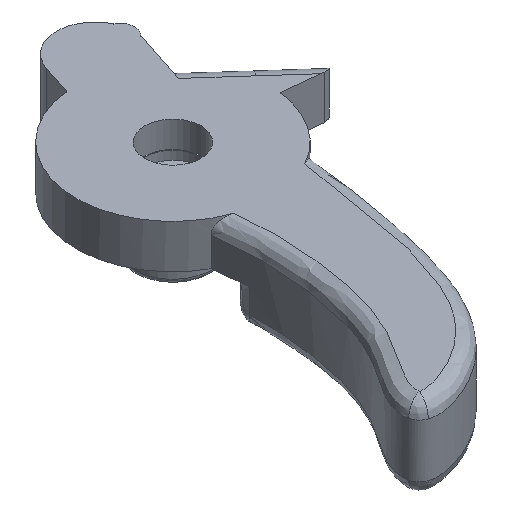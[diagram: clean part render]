
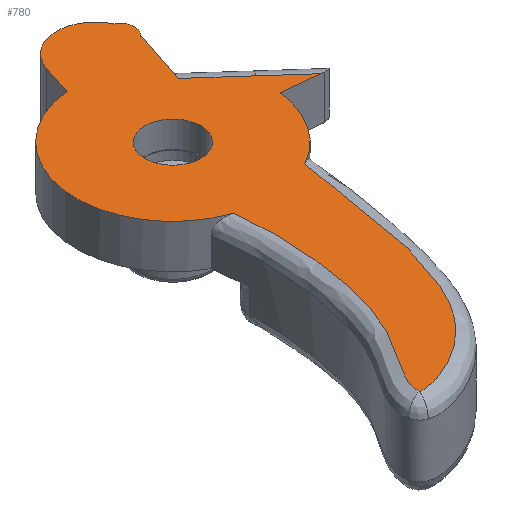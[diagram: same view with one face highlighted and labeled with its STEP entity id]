
A CAD part, isometric view. The second image highlights one B-rep face of the part: STEP entity #780.
In plain terms, the highlighted planar face has unit normal (0, 0, 1).
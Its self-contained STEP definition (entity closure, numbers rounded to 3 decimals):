
#48=B_SPLINE_CURVE_WITH_KNOTS('',3,(#1871,#1872,#1873,#1874,#1875,#1876,
#1877,#1878,#1879,#1880,#1881,#1882,#1883,#1884,#1885,#1886),
 .UNSPECIFIED.,.F.,.F.,(4,1,1,1,1,1,1,1,1,1,1,1,1,4),(0.004,
0.01,0.016,0.028,0.053,
0.103,0.201,0.399,0.597,
0.795,1.587,1.784,2.378,2.678),
 .UNSPECIFIED.);
#51=B_SPLINE_CURVE_WITH_KNOTS('',3,(#1993,#1994,#1995,#1996,#1997,#1998,
#1999,#2000,#2001,#2002,#2003,#2004,#2005,#2006,#2007,#2008),
 .UNSPECIFIED.,.F.,.F.,(4,1,1,1,1,1,1,1,1,1,1,1,1,4),(-3.249,
-2.417,-1.934,-1.451,-0.969,
-0.727,-0.486,-0.245,-0.124,
-0.064,-0.034,-0.019,-0.011,
-0.004),.UNSPECIFIED.);
#65=FACE_BOUND('',#249,.T.);
#72=PLANE('',#841);
#88=LINE('',#2035,#130);
#89=LINE('',#2037,#131);
#90=LINE('',#2039,#132);
#91=LINE('',#2041,#133);
#92=LINE('',#2048,#134);
#130=VECTOR('',#946,10.);
#131=VECTOR('',#947,10.);
#132=VECTOR('',#948,10.);
#133=VECTOR('',#949,10.);
#134=VECTOR('',#956,10.);
#202=FACE_OUTER_BOUND('',#248,.T.);
#248=EDGE_LOOP('',(#599,#600,#601,#602,#603,#604,#605,#606,#607,#608,#609,
#610));
#249=EDGE_LOOP('',(#611));
#294=CIRCLE('',#842,10.);
#295=CIRCLE('',#843,10.);
#296=CIRCLE('',#844,1.5);
#297=CIRCLE('',#845,1.5);
#298=CIRCLE('',#846,4.);
#299=CIRCLE('',#847,2.9);
#350=VERTEX_POINT('',#1864);
#351=VERTEX_POINT('',#1870);
#352=VERTEX_POINT('',#1980);
#353=VERTEX_POINT('',#2030);
#354=VERTEX_POINT('',#2032);
#355=VERTEX_POINT('',#2034);
#356=VERTEX_POINT('',#2036);
#357=VERTEX_POINT('',#2038);
#358=VERTEX_POINT('',#2040);
#359=VERTEX_POINT('',#2042);
#360=VERTEX_POINT('',#2044);
#361=VERTEX_POINT('',#2046);
#362=VERTEX_POINT('',#2049);
#442=EDGE_CURVE('',#350,#351,#48,.T.);
#446=EDGE_CURVE('',#352,#350,#51,.T.);
#447=EDGE_CURVE('',#351,#353,#294,.T.);
#448=EDGE_CURVE('',#352,#354,#295,.T.);
#449=EDGE_CURVE('',#354,#355,#88,.F.);
#450=EDGE_CURVE('',#356,#355,#89,.T.);
#451=EDGE_CURVE('',#357,#356,#90,.T.);
#452=EDGE_CURVE('',#357,#358,#91,.F.);
#453=EDGE_CURVE('',#358,#359,#296,.F.);
#454=EDGE_CURVE('',#359,#360,#297,.F.);
#455=EDGE_CURVE('',#361,#360,#298,.T.);
#456=EDGE_CURVE('',#353,#361,#92,.F.);
#457=EDGE_CURVE('',#362,#362,#299,.T.);
#599=ORIENTED_EDGE('',*,*,#447,.F.);
#600=ORIENTED_EDGE('',*,*,#442,.F.);
#601=ORIENTED_EDGE('',*,*,#446,.F.);
#602=ORIENTED_EDGE('',*,*,#448,.T.);
#603=ORIENTED_EDGE('',*,*,#449,.T.);
#604=ORIENTED_EDGE('',*,*,#450,.F.);
#605=ORIENTED_EDGE('',*,*,#451,.F.);
#606=ORIENTED_EDGE('',*,*,#452,.T.);
#607=ORIENTED_EDGE('',*,*,#453,.T.);
#608=ORIENTED_EDGE('',*,*,#454,.T.);
#609=ORIENTED_EDGE('',*,*,#455,.F.);
#610=ORIENTED_EDGE('',*,*,#456,.F.);
#611=ORIENTED_EDGE('',*,*,#457,.F.);
#780=ADVANCED_FACE('',(#202,#65),#72,.T.);
#841=AXIS2_PLACEMENT_3D('',#2029,#940,#941);
#842=AXIS2_PLACEMENT_3D('',#2031,#942,#943);
#843=AXIS2_PLACEMENT_3D('',#2033,#944,#945);
#844=AXIS2_PLACEMENT_3D('',#2043,#950,#951);
#845=AXIS2_PLACEMENT_3D('',#2045,#952,#953);
#846=AXIS2_PLACEMENT_3D('',#2047,#954,#955);
#847=AXIS2_PLACEMENT_3D('',#2050,#957,#958);
#940=DIRECTION('center_axis',(0.,0.,
1.));
#941=DIRECTION('ref_axis',(0.994,0.105,0.));
#942=DIRECTION('center_axis',(0.,0.,
-1.));
#943=DIRECTION('ref_axis',(1.,-0.006,0.));
#944=DIRECTION('center_axis',(0.,0.,
1.));
#945=DIRECTION('ref_axis',(-1.,0.,0.));
#946=DIRECTION('',(-0.994,0.109,0.));
#947=DIRECTION('',(0.746,-0.665,0.));
#948=DIRECTION('',(0.746,-0.665,0.));
#949=DIRECTION('',(-0.312,-0.95,0.));
#950=DIRECTION('center_axis',(0.,0.,
-1.));
#951=DIRECTION('ref_axis',(-1.,0.,0.));
#952=DIRECTION('center_axis',(0.,0.,
-1.));
#953=DIRECTION('ref_axis',(-1.,0.,0.));
#954=DIRECTION('center_axis',(0.,0.,
-1.));
#955=DIRECTION('ref_axis',(-0.452,0.892,0.));
#956=DIRECTION('',(-0.312,-0.95,0.));
#957=DIRECTION('center_axis',(0.,0.,
1.));
#958=DIRECTION('ref_axis',(1.,-0.006,0.));
#1864=CARTESIAN_POINT('',(-22.1,-10.922,-2.106));
#1870=CARTESIAN_POINT('',(-15.768,14.527,-2.106));
#1871=CARTESIAN_POINT('Ctrl Pts',(-22.1,-10.922,-2.106));
#1872=CARTESIAN_POINT('Ctrl Pts',(-22.105,-10.902,-2.106));
#1873=CARTESIAN_POINT('Ctrl Pts',(-22.112,-10.861,-2.106));
#1874=CARTESIAN_POINT('Ctrl Pts',(-22.119,-10.779,-2.106));
#1875=CARTESIAN_POINT('Ctrl Pts',(-22.119,-10.634,-2.106));
#1876=CARTESIAN_POINT('Ctrl Pts',(-22.087,-10.344,-2.106));
#1877=CARTESIAN_POINT('Ctrl Pts',(-21.945,-9.784,-2.106));
#1878=CARTESIAN_POINT('Ctrl Pts',(-21.479,-8.715,-2.106));
#1879=CARTESIAN_POINT('Ctrl Pts',(-20.572,-7.34,-2.106));
#1880=CARTESIAN_POINT('Ctrl Pts',(-19.445,-5.709,-2.106));
#1881=CARTESIAN_POINT('Ctrl Pts',(-17.456,-2.273,-2.106));
#1882=CARTESIAN_POINT('Ctrl Pts',(-16.366,1.657,-2.106));
#1883=CARTESIAN_POINT('Ctrl Pts',(-15.615,6.875,-2.106));
#1884=CARTESIAN_POINT('Ctrl Pts',(-15.426,10.556,-2.106));
#1885=CARTESIAN_POINT('Ctrl Pts',(-15.643,13.536,-2.106));
#1886=CARTESIAN_POINT('Ctrl Pts',(-15.768,14.527,-2.106));
#1980=CARTESIAN_POINT('',(-7.708,15.258,-2.106));
#1993=CARTESIAN_POINT('Ctrl Pts',(-7.708,15.258,-2.106));
#1994=CARTESIAN_POINT('Ctrl Pts',(-8.045,12.506,-2.106));
#1995=CARTESIAN_POINT('Ctrl Pts',(-8.652,8.171,-2.106));
#1996=CARTESIAN_POINT('Ctrl Pts',(-9.887,2.302,-2.106));
#1997=CARTESIAN_POINT('Ctrl Pts',(-11.343,-2.308,-2.106));
#1998=CARTESIAN_POINT('Ctrl Pts',(-13.303,-5.862,-2.106));
#1999=CARTESIAN_POINT('Ctrl Pts',(-15.557,-8.187,-2.106));
#2000=CARTESIAN_POINT('Ctrl Pts',(-17.533,-9.588,-2.106));
#2001=CARTESIAN_POINT('Ctrl Pts',(-19.352,-10.458,-2.106));
#2002=CARTESIAN_POINT('Ctrl Pts',(-20.704,-10.861,-2.106));
#2003=CARTESIAN_POINT('Ctrl Pts',(-21.401,-10.967,-2.106));
#2004=CARTESIAN_POINT('Ctrl Pts',(-21.753,-10.975,-2.106));
#2005=CARTESIAN_POINT('Ctrl Pts',(-21.929,-10.96,-2.106));
#2006=CARTESIAN_POINT('Ctrl Pts',(-22.028,-10.943,-2.106));
#2007=CARTESIAN_POINT('Ctrl Pts',(-22.077,-10.93,-2.106));
#2008=CARTESIAN_POINT('Ctrl Pts',(-22.1,-10.922,-2.106));
#2029=CARTESIAN_POINT('Origin',(-10.594,13.658,-2.106));
#2030=CARTESIAN_POINT('',(-13.51,33.955,-2.106));
#2031=CARTESIAN_POINT('Origin',(-12.564,24.,-2.106));
#2032=CARTESIAN_POINT('',(-2.624,22.905,-2.106));
#2033=CARTESIAN_POINT('Origin',(-12.564,24.,-2.106));
#2034=CARTESIAN_POINT('',(1.153,22.49,-2.106));
#2035=CARTESIAN_POINT('',(-4.279,23.088,-2.106));
#2036=CARTESIAN_POINT('',(-2.399,25.656,-2.106));
#2037=CARTESIAN_POINT('',(-5.276,28.221,-2.106));
#2038=CARTESIAN_POINT('',(-6.588,29.39,-2.106));
#2039=CARTESIAN_POINT('',(-7.223,29.956,-2.106));
#2040=CARTESIAN_POINT('',(-4.691,35.175,-2.106));
#2041=CARTESIAN_POINT('',(-7.676,26.069,-2.106));
#2042=CARTESIAN_POINT('',(-4.24,36.247,-2.106));
#2043=CARTESIAN_POINT('Origin',(-5.74,36.247,-2.106));
#2044=CARTESIAN_POINT('',(-5.049,37.578,-2.106));
#2045=CARTESIAN_POINT('Origin',(-5.74,36.247,-2.106));
#2046=CARTESIAN_POINT('',(-12.471,37.124,-2.106));
#2047=CARTESIAN_POINT('Origin',(-8.67,35.878,-2.106));
#2048=CARTESIAN_POINT('',(-14.934,29.61,-2.106));
#2049=CARTESIAN_POINT('',(-15.464,24.018,-2.106));
#2050=CARTESIAN_POINT('Origin',(-12.564,24.,-2.106));
